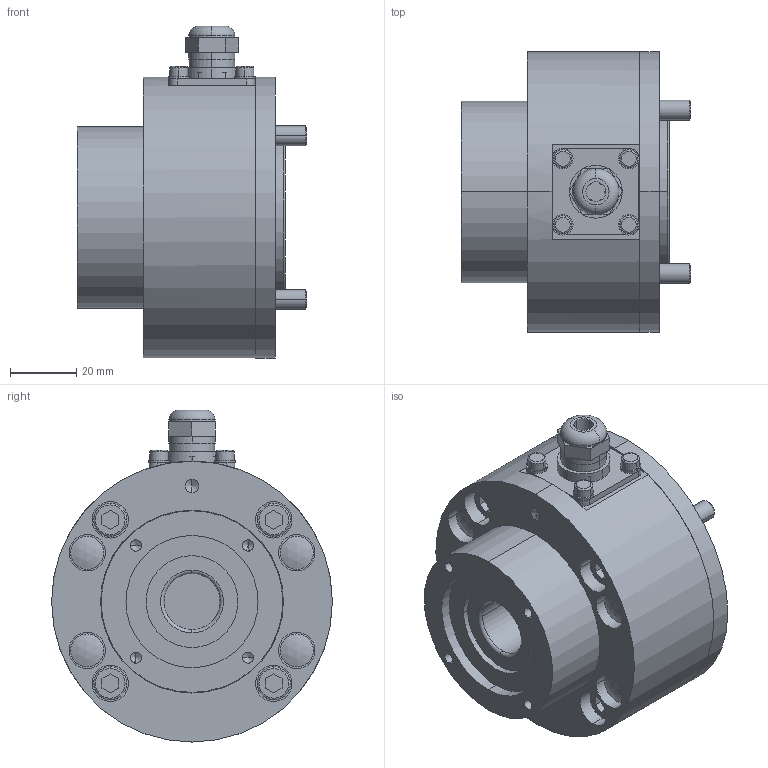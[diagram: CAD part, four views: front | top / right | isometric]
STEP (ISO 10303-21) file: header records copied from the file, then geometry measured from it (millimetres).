
FILE_DESCRIPTION((''),'2;1');
FILE_NAME('Zeichnung3.stp','2019-12-16T15:54:55',(''),(''),'Mechanical Desktop 2009','Mechanical Desktop 2009',', , ');
FILE_SCHEMA(('CONFIG_CONTROL_DESIGN'));
Length unit declared in the file: millimetre
Products named in the file (38): ZEICHNUNG3; C0710091; C0709071; C0704203; C0709072A; C0709072; C0709074A; C0709074; GERÄTESTECKER_5POL_C091 31S005 100 2; GERÄTESTECKER_5POL_C091 31S005 100 2A; FEDERRING_M3A; FEDERRING_M3; I-6KT_SCHRAUBE_M3X8A; I-6KT_SCHRAUBE_M3X8; PENDELKUGELLAGER_1203TV_2203TV; PENDELKUGELLAGER_1203TV_2203TVA; SICHERUNGSRING_J40; SICHERUNGSRING_J40A; I-6KT_SCHRAUBE_M6X30; I-6KT_SCHRAUBE_M6X30A; SCHUTZKAPPE_M6_S5A; SCHUTZKAPPE_M6_S5; I-6KT_SCHRAUBE_M6X40; I-6KT_SCHRAUBE_M6X40A; KABELVERSCHRAUBUNG_PG7; KABELVERSCHRAUBUNG_PG7A; C0710091A; C0709071A; BRUCHLINIE STANDARDA; RM_SDBA; TEIL2; C0709071|AVE_RENDER; C0709071|AVE_GLOBAL; C0709071|RM_SDB; KABELDOSE_MINI_5_POL; TEIL1; BRUCHLINIE STANDARD; RM_SDB
Assembly tree (46 placements, depth 5):
  ZEICHNUNG3
    C0710091
      C0709071
        C0704203
        C0709072A
          C0709072
        C0709074A
          C0709074
        GERÄTESTECKER_5POL_C091 31S005 100 2
          GERÄTESTECKER_5POL_C091 31S005 100 2A
        FEDERRING_M3A  x4
          FEDERRING_M3
        I-6KT_SCHRAUBE_M3X8A  x4
          I-6KT_SCHRAUBE_M3X8
        PENDELKUGELLAGER_1203TV_2203TV
          PENDELKUGELLAGER_1203TV_2203TVA
        SICHERUNGSRING_J40
          SICHERUNGSRING_J40A
        I-6KT_SCHRAUBE_M6X30  x4
          I-6KT_SCHRAUBE_M6X30A
        SCHUTZKAPPE_M6_S5A  x4
          SCHUTZKAPPE_M6_S5
      I-6KT_SCHRAUBE_M6X40  x4
        I-6KT_SCHRAUBE_M6X40A
      KABELVERSCHRAUBUNG_PG7
        KABELVERSCHRAUBUNG_PG7A
    C0710091A
      C0709071A
      BRUCHLINIE STANDARDA
    RM_SDBA  x3
  TEIL2
  C0709071|AVE_RENDER
  C0709071|AVE_GLOBAL
  C0709071|RM_SDB
Bounding box: 69.5 x 85 x 100.5 mm (x, y, z)
Volume: 241726.1 mm3; surface area: 82884.7 mm2
Topology: 27 solids, 27 shells, 557 faces, 1303 edges, 887 vertices
Faces by surface type: cylinder 249, plane 212, cone 58, torus 34, sphere 4
Entity records: 12282 total; most frequent: DIRECTION 2258, CARTESIAN_POINT 2001, ORIENTED_EDGE 1718, AXIS2_PLACEMENT_3D 920, EDGE_CURVE 859, VERTEX_POINT 562, EDGE_LOOP 485, CIRCLE 473
